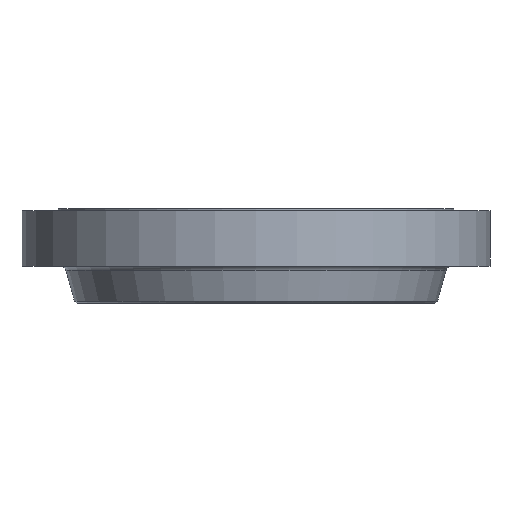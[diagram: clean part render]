
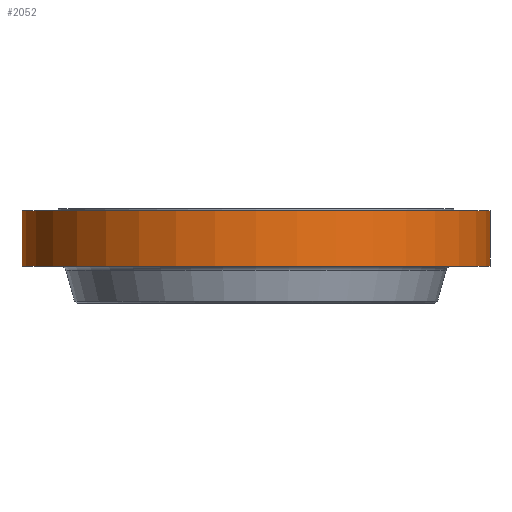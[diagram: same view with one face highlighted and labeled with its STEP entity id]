
A CAD part, front view. The second image highlights one B-rep face of the part: STEP entity #2052.
In plain terms, the highlighted cylindrical face has radius 755.65 mm (diameter 1511.3 mm), a partial arc.
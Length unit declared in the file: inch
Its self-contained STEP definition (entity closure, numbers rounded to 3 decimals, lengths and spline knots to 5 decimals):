
#84 = CYLINDRICAL_SURFACE ( 'NONE', #2214, 29.75 ) ;
#101 = CARTESIAN_POINT ( 'NONE',  ( -29.75, 0., -0.25 ) ) ;
#230 = EDGE_CURVE ( 'NONE', #274, #2123, #1497, .T. ) ;
#274 = VERTEX_POINT ( 'NONE', #844 ) ;
#317 = DIRECTION ( 'NONE',  ( 1., 0., 0. ) ) ;
#515 = FACE_OUTER_BOUND ( 'NONE', #1061, .T. ) ;
#532 = CARTESIAN_POINT ( 'NONE',  ( 0., 0., -7.3125 ) ) ;
#701 = CARTESIAN_POINT ( 'NONE',  ( 0., 0., -0.25 ) ) ;
#748 = CARTESIAN_POINT ( 'NONE',  ( 29.75, 0., -0.25 ) ) ;
#844 = CARTESIAN_POINT ( 'NONE',  ( 29.75, 0., -7.3125 ) ) ;
#899 = CARTESIAN_POINT ( 'NONE',  ( -29.75, 0., -7.3125 ) ) ;
#1002 = DIRECTION ( 'NONE',  ( 0., 0., 1. ) ) ;
#1003 = DIRECTION ( 'NONE',  ( 0., 0., 1. ) ) ;
#1024 = CARTESIAN_POINT ( 'NONE',  ( 29.75, 0., 0. ) ) ;
#1061 = EDGE_LOOP ( 'NONE', ( #2647, #2632, #1283, #1120 ) ) ;
#1069 = DIRECTION ( 'NONE',  ( 0., 0., 1. ) ) ;
#1120 = ORIENTED_EDGE ( 'NONE', *, *, #2412, .F. ) ;
#1273 = DIRECTION ( 'NONE',  ( 1., 0., 0. ) ) ;
#1283 = ORIENTED_EDGE ( 'NONE', *, *, #230, .T. ) ;
#1361 = DIRECTION ( 'NONE',  ( 0., 0., 1. ) ) ;
#1392 = VERTEX_POINT ( 'NONE', #101 ) ;
#1401 = DIRECTION ( 'NONE',  ( 0., 0., 1. ) ) ;
#1488 = EDGE_CURVE ( 'NONE', #1934, #274, #1648, .T. ) ;
#1497 = LINE ( 'NONE', #1024, #2654 ) ;
#1636 = DIRECTION ( 'NONE',  ( 1., 0., 0. ) ) ;
#1648 = CIRCLE ( 'NONE', #2384, 29.75 ) ;
#1738 = CARTESIAN_POINT ( 'NONE',  ( -29.75, 0., 0. ) ) ;
#1742 = AXIS2_PLACEMENT_3D ( 'NONE', #701, #1401, #1636 ) ;
#1934 = VERTEX_POINT ( 'NONE', #899 ) ;
#1966 = LINE ( 'NONE', #1738, #2217 ) ;
#2052 = ADVANCED_FACE ( 'NONE', ( #515 ), #84, .T. ) ;
#2118 = CARTESIAN_POINT ( 'NONE',  ( 0., 0., 0. ) ) ;
#2123 = VERTEX_POINT ( 'NONE', #748 ) ;
#2214 = AXIS2_PLACEMENT_3D ( 'NONE', #2118, #1002, #317 ) ;
#2217 = VECTOR ( 'NONE', #1361, 39.37008 ) ;
#2331 = EDGE_CURVE ( 'NONE', #1934, #1392, #1966, .T. ) ;
#2384 = AXIS2_PLACEMENT_3D ( 'NONE', #532, #1003, #1273 ) ;
#2412 = EDGE_CURVE ( 'NONE', #1392, #2123, #2437, .T. ) ;
#2437 = CIRCLE ( 'NONE', #1742, 29.75 ) ;
#2632 = ORIENTED_EDGE ( 'NONE', *, *, #1488, .T. ) ;
#2647 = ORIENTED_EDGE ( 'NONE', *, *, #2331, .F. ) ;
#2654 = VECTOR ( 'NONE', #1069, 39.37008 ) ;
